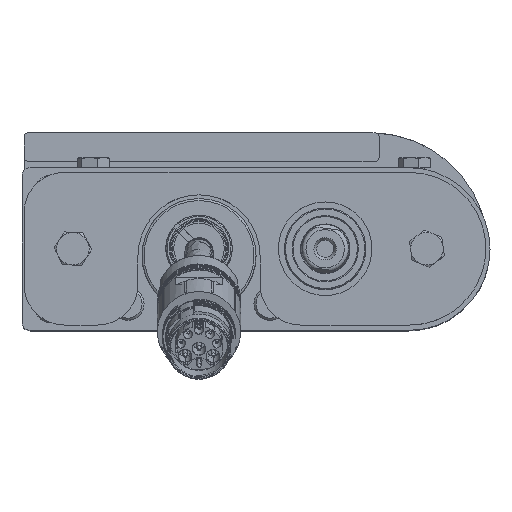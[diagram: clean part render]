
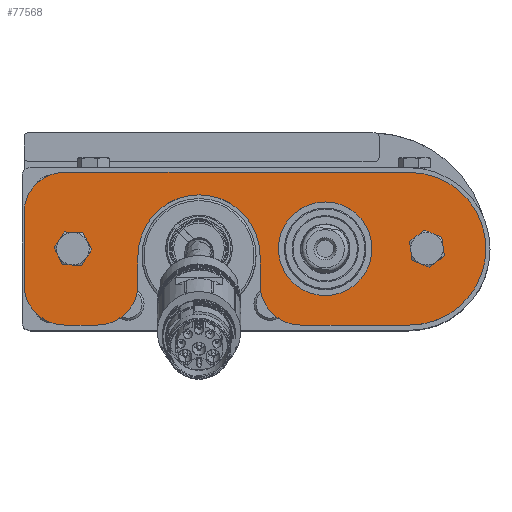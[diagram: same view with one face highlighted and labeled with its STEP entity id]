
A CAD part, top view. The second image highlights one B-rep face of the part: STEP entity #77568.
In plain terms, the highlighted face is planar.
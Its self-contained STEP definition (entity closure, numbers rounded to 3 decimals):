
#1019 = EDGE_CURVE ( 'NONE', #51186, #51186, #87141, .T. ) ;
#1587 = CARTESIAN_POINT ( 'NONE',  ( -2.5, -1.75, -2.5 ) ) ;
#1603 = CARTESIAN_POINT ( 'NONE',  ( -39.25, 18.75, -2.5 ) ) ;
#2750 = VERTEX_POINT ( 'NONE', #74504 ) ;
#3827 = LINE ( 'NONE', #45262, #86104 ) ;
#4068 = AXIS2_PLACEMENT_3D ( 'NONE', #84437, #45141, #76667 ) ;
#4421 = AXIS2_PLACEMENT_3D ( 'NONE', #9797, #42927, #33110 ) ;
#4568 = VERTEX_POINT ( 'NONE', #22130 ) ;
#5779 = EDGE_CURVE ( 'NONE', #2750, #20652, #31216, .T. ) ;
#5847 = EDGE_CURVE ( 'NONE', #50348, #66515, #27859, .T. ) ;
#5974 = CARTESIAN_POINT ( 'NONE',  ( 45.5, -18.75, -2.5 ) ) ;
#6781 = AXIS2_PLACEMENT_3D ( 'NONE', #83273, #60988, #84269 ) ;
#6842 = CARTESIAN_POINT ( 'NONE',  ( 55.5, 18.75, -2.5 ) ) ;
#7371 = LINE ( 'NONE', #6842, #28771 ) ;
#7949 = DIRECTION ( 'NONE',  ( 0., 0., -1. ) ) ;
#8347 = ORIENTED_EDGE ( 'NONE', *, *, #61251, .T. ) ;
#9456 = EDGE_CURVE ( 'NONE', #4568, #4568, #67895, .T. ) ;
#9797 = CARTESIAN_POINT ( 'NONE',  ( -18.5, 0., -2.5 ) ) ;
#9972 = CARTESIAN_POINT ( 'NONE',  ( 27.5, -18.75, -2.5 ) ) ;
#10301 = EDGE_CURVE ( 'NONE', #44879, #83875, #96331, .T. ) ;
#10581 = CIRCLE ( 'NONE', #98057, 18.75 ) ;
#11649 = ORIENTED_EDGE ( 'NONE', *, *, #83493, .T. ) ;
#11861 = DIRECTION ( 'NONE',  ( 0., 0., 1. ) ) ;
#12879 = FACE_BOUND ( 'NONE', #32553, .T. ) ;
#13681 = EDGE_LOOP ( 'NONE', ( #97697, #8347, #19464, #22374, #11649, #45735, #76298, #41309, #35800, #18153, #34972, #16096, #60516 ) ) ;
#13915 = CARTESIAN_POINT ( 'NONE',  ( -2.5, -8.75, -2.5 ) ) ;
#14807 = EDGE_CURVE ( 'NONE', #2750, #54742, #24760, .T. ) ;
#15834 = CARTESIAN_POINT ( 'NONE',  ( 27.5, -1.75, -2.5 ) ) ;
#16093 = CARTESIAN_POINT ( 'NONE',  ( -58., 0., -2.5 ) ) ;
#16096 = ORIENTED_EDGE ( 'NONE', *, *, #96209, .F. ) ;
#16466 = CARTESIAN_POINT ( 'NONE',  ( 37.5, -18.75, -2.5 ) ) ;
#17659 = VERTEX_POINT ( 'NONE', #96301 ) ;
#18153 = ORIENTED_EDGE ( 'NONE', *, *, #14807, .F. ) ;
#19464 = ORIENTED_EDGE ( 'NONE', *, *, #10301, .T. ) ;
#20049 = CARTESIAN_POINT ( 'NONE',  ( -39.25, 0., -2.5 ) ) ;
#20652 = VERTEX_POINT ( 'NONE', #44158 ) ;
#21302 = LINE ( 'NONE', #39947, #54705 ) ;
#21842 = AXIS2_PLACEMENT_3D ( 'NONE', #101909, #95203, #22771 ) ;
#22130 = CARTESIAN_POINT ( 'NONE',  ( 46.25, 0., -2.5 ) ) ;
#22374 = ORIENTED_EDGE ( 'NONE', *, *, #65179, .T. ) ;
#22771 = DIRECTION ( 'NONE',  ( 1., 0., 0. ) ) ;
#23964 = CARTESIAN_POINT ( 'NONE',  ( 37.5, -8.75, -2.5 ) ) ;
#24760 = LINE ( 'NONE', #55838, #27077 ) ;
#27077 = VECTOR ( 'NONE', #69815, 1000. ) ;
#27859 = CIRCLE ( 'NONE', #41144, 18.75 ) ;
#28771 = VECTOR ( 'NONE', #78777, 1000. ) ;
#31072 = CARTESIAN_POINT ( 'NONE',  ( 45.5, -8.75, -2.5 ) ) ;
#31216 = CIRCLE ( 'NONE', #82458, 10. ) ;
#32392 = CIRCLE ( 'NONE', #58747, 2.75 ) ;
#32553 = EDGE_LOOP ( 'NONE', ( #97938 ) ) ;
#32858 = DIRECTION ( 'NONE',  ( 1., 0., 0. ) ) ;
#33110 = DIRECTION ( 'NONE',  ( 1., 0., 0. ) ) ;
#34525 = ORIENTED_EDGE ( 'NONE', *, *, #45683, .T. ) ;
#34611 = DIRECTION ( 'NONE',  ( 1., 0., 0. ) ) ;
#34972 = ORIENTED_EDGE ( 'NONE', *, *, #5779, .T. ) ;
#35800 = ORIENTED_EDGE ( 'NONE', *, *, #42811, .T. ) ;
#36153 = VERTEX_POINT ( 'NONE', #74773 ) ;
#36785 = EDGE_LOOP ( 'NONE', ( #90643 ) ) ;
#36946 = CIRCLE ( 'NONE', #50156, 10. ) ;
#37231 = DIRECTION ( 'NONE',  ( 1., 0., 0. ) ) ;
#37493 = DIRECTION ( 'NONE',  ( 0., -1., 0. ) ) ;
#39560 = CARTESIAN_POINT ( 'NONE',  ( -39.25, -18.75, -2.5 ) ) ;
#39565 = DIRECTION ( 'NONE',  ( 1., 0., 0. ) ) ;
#39947 = CARTESIAN_POINT ( 'NONE',  ( -58., -18.75, -2.5 ) ) ;
#41144 = AXIS2_PLACEMENT_3D ( 'NONE', #79371, #41608, #56587 ) ;
#41309 = ORIENTED_EDGE ( 'NONE', *, *, #5847, .T. ) ;
#41608 = DIRECTION ( 'NONE',  ( 0., 0., -1. ) ) ;
#42159 = VERTEX_POINT ( 'NONE', #1587 ) ;
#42811 = EDGE_CURVE ( 'NONE', #66515, #54742, #10581, .T. ) ;
#42927 = DIRECTION ( 'NONE',  ( 0., 0., 1. ) ) ;
#44158 = CARTESIAN_POINT ( 'NONE',  ( 55.5, 8.75, -2.5 ) ) ;
#44879 = VERTEX_POINT ( 'NONE', #56116 ) ;
#45141 = DIRECTION ( 'NONE',  ( 0., 0., 1. ) ) ;
#45262 = CARTESIAN_POINT ( 'NONE',  ( -2.5, -1.75, -2.5 ) ) ;
#45683 = EDGE_CURVE ( 'NONE', #17659, #17659, #32392, .T. ) ;
#45735 = ORIENTED_EDGE ( 'NONE', *, *, #102285, .T. ) ;
#46857 = DIRECTION ( 'NONE',  ( 0., 0., 1. ) ) ;
#47387 = VERTEX_POINT ( 'NONE', #77583 ) ;
#47832 = CARTESIAN_POINT ( 'NONE',  ( 45.5, 8.75, -2.5 ) ) ;
#47870 = VERTEX_POINT ( 'NONE', #5974 ) ;
#49902 = VERTEX_POINT ( 'NONE', #16466 ) ;
#49978 = AXIS2_PLACEMENT_3D ( 'NONE', #23964, #55549, #87123 ) ;
#50156 = AXIS2_PLACEMENT_3D ( 'NONE', #31072, #62648, #54851 ) ;
#50348 = VERTEX_POINT ( 'NONE', #39560 ) ;
#51186 = VERTEX_POINT ( 'NONE', #64705 ) ;
#51630 = DIRECTION ( 'NONE',  ( 0., 0., -1. ) ) ;
#54416 = DIRECTION ( 'NONE',  ( 1., 0., 0. ) ) ;
#54705 = VECTOR ( 'NONE', #54416, 1000. ) ;
#54742 = VERTEX_POINT ( 'NONE', #1603 ) ;
#54851 = DIRECTION ( 'NONE',  ( 1., 0., 0. ) ) ;
#55459 = DIRECTION ( 'NONE',  ( 1., 0., 0. ) ) ;
#55549 = DIRECTION ( 'NONE',  ( 0., 0., -1. ) ) ;
#55838 = CARTESIAN_POINT ( 'NONE',  ( -58., 18.75, -2.5 ) ) ;
#56116 = CARTESIAN_POINT ( 'NONE',  ( 27.5, -8.75, -2.5 ) ) ;
#56587 = DIRECTION ( 'NONE',  ( 1., 0., 0. ) ) ;
#58747 = AXIS2_PLACEMENT_3D ( 'NONE', #80445, #46857, #32858 ) ;
#59628 = EDGE_LOOP ( 'NONE', ( #34525 ) ) ;
#59728 = EDGE_CURVE ( 'NONE', #49902, #47870, #21302, .T. ) ;
#59972 = PLANE ( 'NONE',  #60983 ) ;
#60516 = ORIENTED_EDGE ( 'NONE', *, *, #92396, .T. ) ;
#60983 = AXIS2_PLACEMENT_3D ( 'NONE', #76509, #11861, #37231 ) ;
#60988 = DIRECTION ( 'NONE',  ( 0., 0., 1. ) ) ;
#61251 = EDGE_CURVE ( 'NONE', #49902, #44879, #68136, .T. ) ;
#62096 = VERTEX_POINT ( 'NONE', #13915 ) ;
#62648 = DIRECTION ( 'NONE',  ( 0., 0., -1. ) ) ;
#64705 = CARTESIAN_POINT ( 'NONE',  ( -7., 0., -2.5 ) ) ;
#65179 = EDGE_CURVE ( 'NONE', #83875, #42159, #80134, .T. ) ;
#65343 = DIRECTION ( 'NONE',  ( 0., 1., 0. ) ) ;
#66515 = VERTEX_POINT ( 'NONE', #16093 ) ;
#66737 = FACE_BOUND ( 'NONE', #36785, .T. ) ;
#67895 = CIRCLE ( 'NONE', #6781, 2.75 ) ;
#68136 = CIRCLE ( 'NONE', #49978, 10. ) ;
#68250 = FACE_OUTER_BOUND ( 'NONE', #13681, .T. ) ;
#69452 = CARTESIAN_POINT ( 'NONE',  ( -58., -18.75, -2.5 ) ) ;
#69815 = DIRECTION ( 'NONE',  ( -1., 0., 0. ) ) ;
#70097 = EDGE_CURVE ( 'NONE', #50348, #47387, #84983, .T. ) ;
#74084 = VECTOR ( 'NONE', #55459, 1000. ) ;
#74504 = CARTESIAN_POINT ( 'NONE',  ( 45.5, 18.75, -2.5 ) ) ;
#74773 = CARTESIAN_POINT ( 'NONE',  ( 55.5, -8.75, -2.5 ) ) ;
#76298 = ORIENTED_EDGE ( 'NONE', *, *, #70097, .F. ) ;
#76509 = CARTESIAN_POINT ( 'NONE',  ( 0., 0., -2.5 ) ) ;
#76667 = DIRECTION ( 'NONE',  ( 1., 0., 0. ) ) ;
#77568 = ADVANCED_FACE ( 'NONE', ( #12879, #82770, #66737, #68250 ), #59972, .F. ) ;
#77583 = CARTESIAN_POINT ( 'NONE',  ( -12.5, -18.75, -2.5 ) ) ;
#78777 = DIRECTION ( 'NONE',  ( 0., 1., 0. ) ) ;
#79371 = CARTESIAN_POINT ( 'NONE',  ( -39.25, 0., -2.5 ) ) ;
#80134 = CIRCLE ( 'NONE', #4068, 15. ) ;
#80445 = CARTESIAN_POINT ( 'NONE',  ( -43.5, 0., -2.5 ) ) ;
#82458 = AXIS2_PLACEMENT_3D ( 'NONE', #47832, #7949, #39565 ) ;
#82770 = FACE_BOUND ( 'NONE', #59628, .T. ) ;
#83273 = CARTESIAN_POINT ( 'NONE',  ( 43.5, 0., -2.5 ) ) ;
#83493 = EDGE_CURVE ( 'NONE', #42159, #62096, #3827, .T. ) ;
#83875 = VERTEX_POINT ( 'NONE', #15834 ) ;
#84269 = DIRECTION ( 'NONE',  ( 1., 0., 0. ) ) ;
#84437 = CARTESIAN_POINT ( 'NONE',  ( 12.5, -1.75, -2.5 ) ) ;
#84983 = LINE ( 'NONE', #69452, #74084 ) ;
#86104 = VECTOR ( 'NONE', #37493, 1000. ) ;
#87123 = DIRECTION ( 'NONE',  ( 1., 0., 0. ) ) ;
#87141 = CIRCLE ( 'NONE', #4421, 11.5 ) ;
#90643 = ORIENTED_EDGE ( 'NONE', *, *, #9456, .T. ) ;
#91275 = CIRCLE ( 'NONE', #21842, 10. ) ;
#92396 = EDGE_CURVE ( 'NONE', #36153, #47870, #36946, .T. ) ;
#95203 = DIRECTION ( 'NONE',  ( 0., 0., -1. ) ) ;
#96209 = EDGE_CURVE ( 'NONE', #36153, #20652, #7371, .T. ) ;
#96301 = CARTESIAN_POINT ( 'NONE',  ( -40.75, 0., -2.5 ) ) ;
#96331 = LINE ( 'NONE', #9972, #99386 ) ;
#97697 = ORIENTED_EDGE ( 'NONE', *, *, #59728, .F. ) ;
#97938 = ORIENTED_EDGE ( 'NONE', *, *, #1019, .T. ) ;
#98057 = AXIS2_PLACEMENT_3D ( 'NONE', #20049, #51630, #34611 ) ;
#99386 = VECTOR ( 'NONE', #65343, 1000. ) ;
#101909 = CARTESIAN_POINT ( 'NONE',  ( -12.5, -8.75, -2.5 ) ) ;
#102285 = EDGE_CURVE ( 'NONE', #62096, #47387, #91275, .T. ) ;
